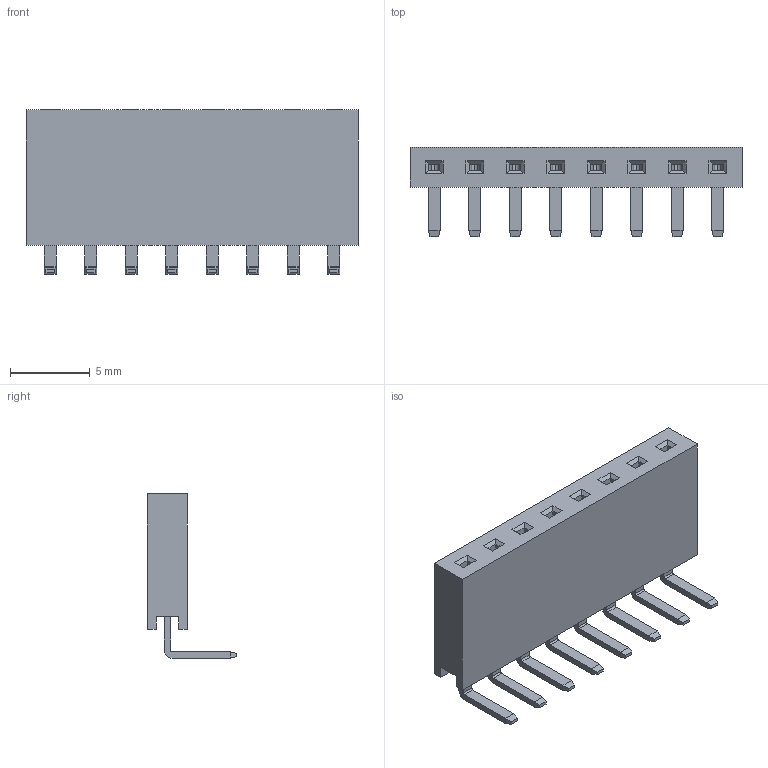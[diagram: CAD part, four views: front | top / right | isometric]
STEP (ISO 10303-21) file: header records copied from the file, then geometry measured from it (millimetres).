
FILE_DESCRIPTION( ( 'Unknown' ), '1' );
FILE_NAME( '613008143121.stp', 'Unknown', ( 'Unknown' ), ( 'Unknown' ), 'PSStep 14.0', 'Unknown', ' ' );
FILE_SCHEMA( ( 'AUTOMOTIVE_DESIGN { 1 0 10303 214 1 1 1 1 }' ) );
Length unit declared in the file: millimetre
Products named in the file (3): Assem1; 61300811821; 6130xx143121_PIN
Assembly tree (9 placements, depth 2):
  Assem1
    61300811821
    6130xx143121_PIN  x8
Bounding box: 20.82 x 5.59 x 10.3 mm (x, y, z)
Volume: 409.3 mm3; surface area: 1119.6 mm2
Topology: 9 solids, 9 shells, 354 faces, 944 edges, 608 vertices
Faces by surface type: plane 306, cylinder 32, extrusion 16
Entity records: 5377 total; most frequent: CARTESIAN_POINT 770, ORIENTED_EDGE 726, DIRECTION 659, EDGE_CURVE 363, VECTOR 353, LINE 351, VERTEX_POINT 230, AXIS2_PLACEMENT_3D 153
